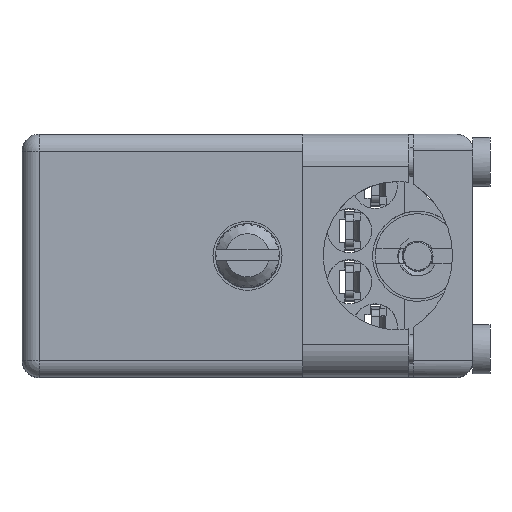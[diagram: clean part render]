
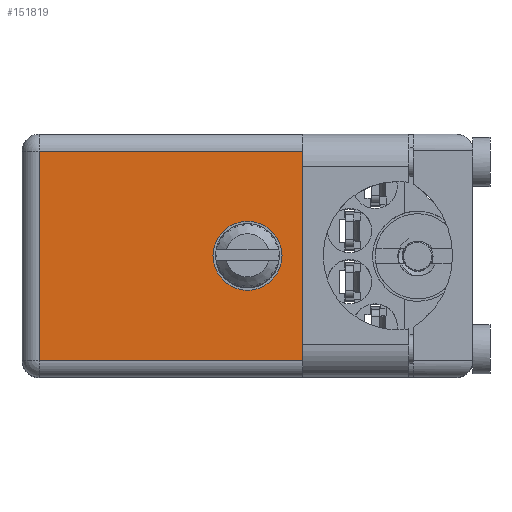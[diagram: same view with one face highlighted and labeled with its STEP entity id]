
A CAD part, top view. The second image highlights one B-rep face of the part: STEP entity #151819.
In plain terms, the highlighted face is planar.
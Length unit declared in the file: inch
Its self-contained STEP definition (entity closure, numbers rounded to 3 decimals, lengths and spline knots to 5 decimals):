
#4096 = LINE ( 'NONE', #65484, #57008 ) ;
#7663 = CARTESIAN_POINT ( 'NONE',  ( 0.05, 0.906, -0.715 ) ) ;
#8277 = CARTESIAN_POINT ( 'NONE',  ( 0.865, 0.906, -0.6025 ) ) ;
#10278 = LINE ( 'NONE', #8277, #172942 ) ;
#13997 = EDGE_CURVE ( 'NONE', #64486, #99903, #74291, .T. ) ;
#14131 = VERTEX_POINT ( 'NONE', #152679 ) ;
#16702 = CARTESIAN_POINT ( 'NONE',  ( 1.15, 0.906, -0.715 ) ) ;
#20107 = ORIENTED_EDGE ( 'NONE', *, *, #53760, .F. ) ;
#21737 = VECTOR ( 'NONE', #69043, 39.37008 ) ;
#29226 = AXIS2_PLACEMENT_3D ( 'NONE', #123516, #169817, #100246 ) ;
#34005 = EDGE_CURVE ( 'NONE', #170520, #172939, #141297, .T. ) ;
#38101 = CIRCLE ( 'NONE', #118335, 0.1015 ) ;
#42471 = DIRECTION ( 'NONE',  ( 1., 0., 0. ) ) ;
#43142 = CARTESIAN_POINT ( 'NONE',  ( 1.15, 0.906, -0.05 ) ) ;
#43289 = ORIENTED_EDGE ( 'NONE', *, *, #58513, .T. ) ;
#45779 = EDGE_CURVE ( 'NONE', #73784, #85042, #156568, .T. ) ;
#46296 = CARTESIAN_POINT ( 'NONE',  ( 0.865, 0.906, -0.1125 ) ) ;
#47985 = CARTESIAN_POINT ( 'NONE',  ( 0.865, 0.906, -0.1125 ) ) ;
#48348 = EDGE_LOOP ( 'NONE', ( #105247, #138846, #103883, #161678, #43289, #153362, #64429, #160826 ) ) ;
#53760 = EDGE_CURVE ( 'NONE', #172939, #170520, #38101, .T. ) ;
#56789 = DIRECTION ( 'NONE',  ( -1., 0., 0. ) ) ;
#57008 = VECTOR ( 'NONE', #188197, 39.37008 ) ;
#57405 = CARTESIAN_POINT ( 'NONE',  ( 0.6625, 0.906, -0.459 ) ) ;
#58513 = EDGE_CURVE ( 'NONE', #85042, #14131, #184144, .T. ) ;
#60631 = CARTESIAN_POINT ( 'NONE',  ( 0.6625, 0.906, -0.3575 ) ) ;
#62958 = LINE ( 'NONE', #16702, #95101 ) ;
#63302 = EDGE_CURVE ( 'NONE', #119198, #64486, #145513, .T. ) ;
#64429 = ORIENTED_EDGE ( 'NONE', *, *, #76602, .F. ) ;
#64486 = VERTEX_POINT ( 'NONE', #138645 ) ;
#65484 = CARTESIAN_POINT ( 'NONE',  ( 1.15, 0.906, -0.715 ) ) ;
#66053 = EDGE_CURVE ( 'NONE', #178384, #119198, #68918, .T. ) ;
#68311 = EDGE_CURVE ( 'NONE', #73784, #99903, #62958, .T. ) ;
#68918 = LINE ( 'NONE', #164435, #165437 ) ;
#69043 = DIRECTION ( 'NONE',  ( 0., 0., 1. ) ) ;
#73784 = VERTEX_POINT ( 'NONE', #181918 ) ;
#74291 = LINE ( 'NONE', #119512, #170131 ) ;
#76602 = EDGE_CURVE ( 'NONE', #178384, #111364, #4096, .T. ) ;
#77301 = FACE_BOUND ( 'NONE', #167967, .T. ) ;
#77953 = CARTESIAN_POINT ( 'NONE',  ( 1.15, 0.906, -0.6025 ) ) ;
#85042 = VERTEX_POINT ( 'NONE', #155583 ) ;
#92559 = DIRECTION ( 'NONE',  ( 0., 0., -1. ) ) ;
#94394 = CARTESIAN_POINT ( 'NONE',  ( 0.05, 0.906, -0.665 ) ) ;
#95101 = VECTOR ( 'NONE', #158441, 39.37008 ) ;
#99903 = VERTEX_POINT ( 'NONE', #43142 ) ;
#100246 = DIRECTION ( 'NONE',  ( 0., 0., 1. ) ) ;
#103507 = DIRECTION ( 'NONE',  ( 0., 1., 0. ) ) ;
#103883 = ORIENTED_EDGE ( 'NONE', *, *, #68311, .F. ) ;
#105247 = ORIENTED_EDGE ( 'NONE', *, *, #63302, .T. ) ;
#108440 = FACE_OUTER_BOUND ( 'NONE', #48348, .T. ) ;
#111364 = VERTEX_POINT ( 'NONE', #77953 ) ;
#112117 = CARTESIAN_POINT ( 'NONE',  ( 1.15, 0.906, -0.665 ) ) ;
#112979 = EDGE_CURVE ( 'NONE', #14131, #111364, #10278, .T. ) ;
#118335 = AXIS2_PLACEMENT_3D ( 'NONE', #60631, #183377, #120924 ) ;
#118571 = CARTESIAN_POINT ( 'NONE',  ( 0.6625, 0.906, -0.3575 ) ) ;
#119198 = VERTEX_POINT ( 'NONE', #94394 ) ;
#119512 = CARTESIAN_POINT ( 'NONE',  ( 1.15, 0.906, -0.05 ) ) ;
#120924 = DIRECTION ( 'NONE',  ( 0., 0., 1. ) ) ;
#122274 = ORIENTED_EDGE ( 'NONE', *, *, #34005, .F. ) ;
#123516 = CARTESIAN_POINT ( 'NONE',  ( 0., 0.906, -0.715 ) ) ;
#124982 = VECTOR ( 'NONE', #171690, 39.37008 ) ;
#134265 = VECTOR ( 'NONE', #92559, 39.37008 ) ;
#136195 = CARTESIAN_POINT ( 'NONE',  ( 0.6625, 0.906, -0.256 ) ) ;
#138645 = CARTESIAN_POINT ( 'NONE',  ( 0.05, 0.906, -0.05 ) ) ;
#138669 = PLANE ( 'NONE',  #29226 ) ;
#138846 = ORIENTED_EDGE ( 'NONE', *, *, #13997, .T. ) ;
#141297 = CIRCLE ( 'NONE', #195998, 0.1015 ) ;
#145513 = LINE ( 'NONE', #7663, #21737 ) ;
#151704 = DIRECTION ( 'NONE',  ( 1., 0., 0. ) ) ;
#151819 = ADVANCED_FACE ( 'NONE', ( #108440, #77301 ), #138669, .T. ) ;
#152679 = CARTESIAN_POINT ( 'NONE',  ( 0.865, 0.906, -0.6025 ) ) ;
#153362 = ORIENTED_EDGE ( 'NONE', *, *, #112979, .T. ) ;
#155583 = CARTESIAN_POINT ( 'NONE',  ( 0.865, 0.906, -0.1125 ) ) ;
#156568 = LINE ( 'NONE', #47985, #124982 ) ;
#158441 = DIRECTION ( 'NONE',  ( 0., 0., 1. ) ) ;
#160826 = ORIENTED_EDGE ( 'NONE', *, *, #66053, .T. ) ;
#161678 = ORIENTED_EDGE ( 'NONE', *, *, #45779, .T. ) ;
#164435 = CARTESIAN_POINT ( 'NONE',  ( 0., 0.906, -0.665 ) ) ;
#165437 = VECTOR ( 'NONE', #56789, 39.37008 ) ;
#167967 = EDGE_LOOP ( 'NONE', ( #20107, #122274 ) ) ;
#169817 = DIRECTION ( 'NONE',  ( 0., 1., 0. ) ) ;
#170131 = VECTOR ( 'NONE', #151704, 39.37008 ) ;
#170520 = VERTEX_POINT ( 'NONE', #57405 ) ;
#171690 = DIRECTION ( 'NONE',  ( -1., 0., 0. ) ) ;
#172939 = VERTEX_POINT ( 'NONE', #136195 ) ;
#172942 = VECTOR ( 'NONE', #42471, 39.37008 ) ;
#178384 = VERTEX_POINT ( 'NONE', #112117 ) ;
#181918 = CARTESIAN_POINT ( 'NONE',  ( 1.15, 0.906, -0.1125 ) ) ;
#183377 = DIRECTION ( 'NONE',  ( 0., 1., 0. ) ) ;
#184144 = LINE ( 'NONE', #46296, #134265 ) ;
#188197 = DIRECTION ( 'NONE',  ( 0., 0., 1. ) ) ;
#195998 = AXIS2_PLACEMENT_3D ( 'NONE', #118571, #103507, #198071 ) ;
#198071 = DIRECTION ( 'NONE',  ( 0., 0., 1. ) ) ;
